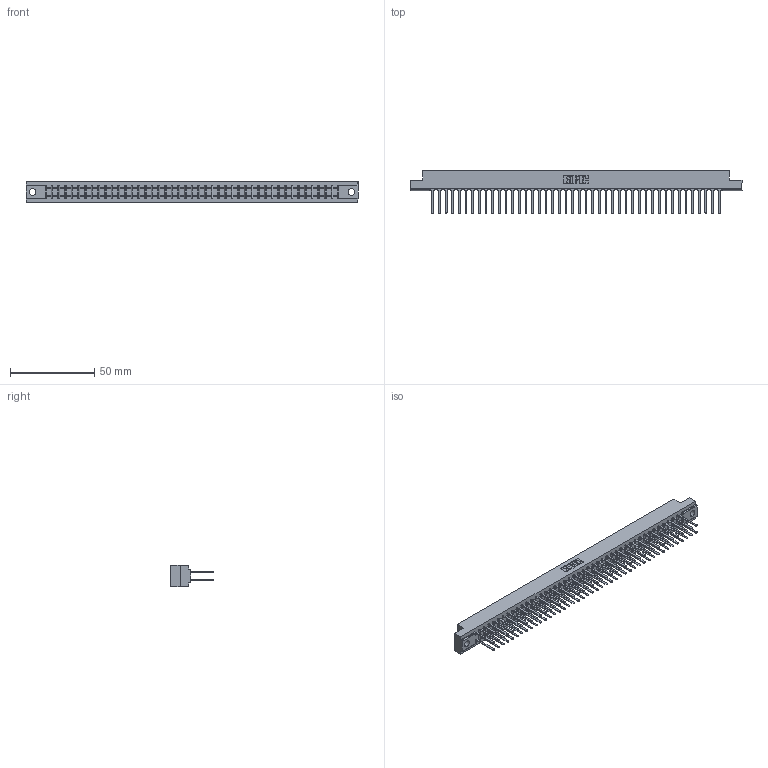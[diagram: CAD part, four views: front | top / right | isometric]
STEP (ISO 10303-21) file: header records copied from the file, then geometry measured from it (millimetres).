
FILE_DESCRIPTION (( 'STEP AP203' ), '1' );
FILE_NAME ('357-088-542-204.STEP', '2018-08-13T03:36:25', ( '' ), ( '' ), 'SwSTEP 2.0', 'SolidWorks 2016', '' );
FILE_SCHEMA (( 'CONFIG_CONTROL_DESIGN' ));
Length unit declared in the file: inch
Products named in the file (3): 307 Part_.156 Dia Mounting Holes; 307-290-001_542; 357-088-542-204
Assembly tree (89 placements, depth 2):
  357-088-542-204
    307 Part_.156 Dia Mounting Holes
    307-290-001_542  x88
Bounding box: 197.36 x 25.43 x 12.7 mm (x, y, z)
Volume: 21231.1 mm3; surface area: 27770.5 mm2
Topology: 89 solids, 89 shells, 4225 faces, 11799 edges, 7626 vertices
Faces by surface type: plane 2812, cylinder 1323, sphere 90
Entity records: 39268 total; most frequent: CARTESIAN_POINT 6426, ORIENTED_EDGE 6366, DIRECTION 6285, EDGE_CURVE 3183, VECTOR 2451, LINE 2451, VERTEX_POINT 2058, AXIS2_PLACEMENT_3D 1917
